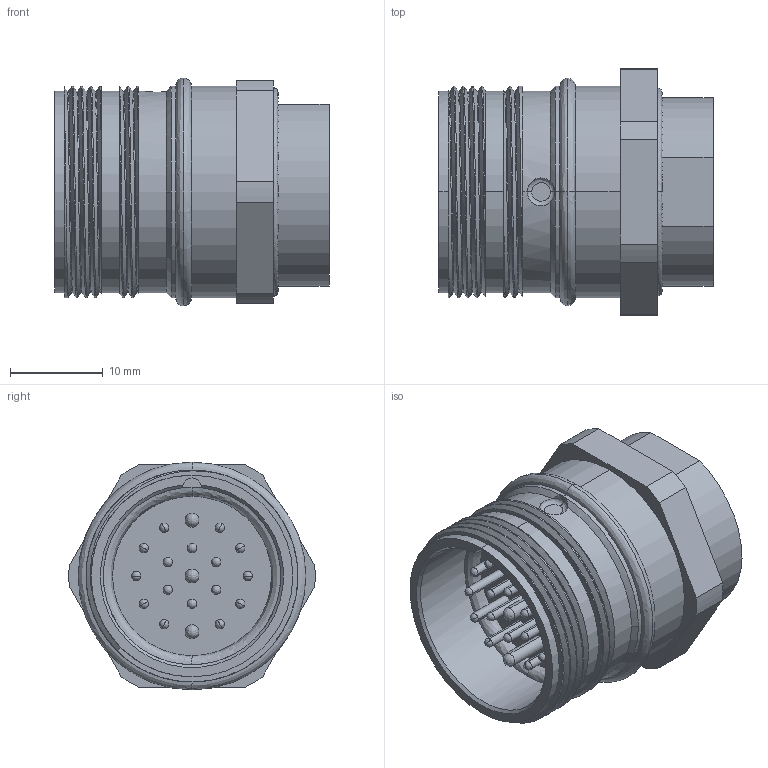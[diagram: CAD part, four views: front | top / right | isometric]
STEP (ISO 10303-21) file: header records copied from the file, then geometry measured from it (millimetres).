
FILE_DESCRIPTION (( 'STEP AP203' ), '1' );
FILE_NAME ('P392.STEP', '2020-04-15T07:25:09', ( 'edpusr' ), ( 'Microsoft' ), 'SwSTEP 2.0', 'SolidWorks 2015', '' );
FILE_SCHEMA (( 'CONFIG_CONTROL_DESIGN' ));
Length unit declared in the file: millimetre
Products named in the file (1): P392
Bounding box: 29.5 x 26.49 x 24.5 mm (x, y, z)
Volume: 7083.3 mm3; surface area: 5649.6 mm2
Topology: 1 solids, 1 shells, 332 faces, 952 edges, 570 vertices
Faces by surface type: cylinder 174, plane 80, bspline 74, cone 4
Entity records: 14003 total; most frequent: CARTESIAN_POINT 5981, ORIENTED_EDGE 1712, DIRECTION 1646, EDGE_CURVE 856, AXIS2_PLACEMENT_3D 655, VERTEX_POINT 570, CIRCLE 396, EDGE_LOOP 376
